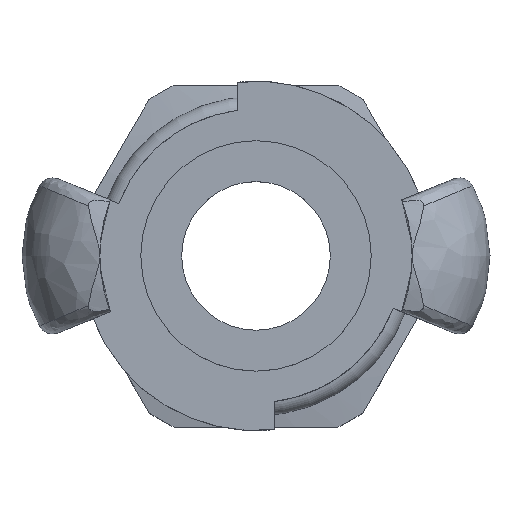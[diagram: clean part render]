
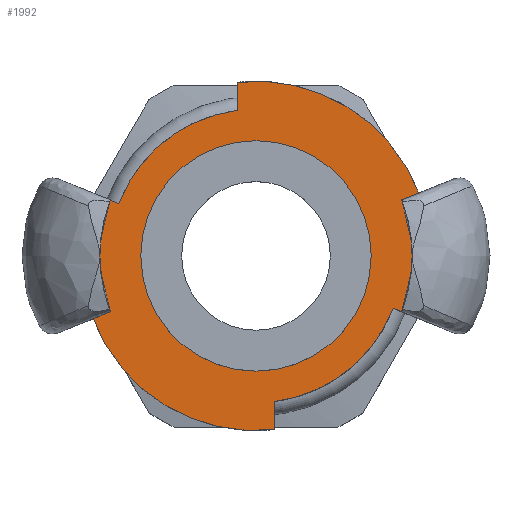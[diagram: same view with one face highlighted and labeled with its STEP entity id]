
A CAD part, top view. The second image highlights one B-rep face of the part: STEP entity #1992.
In plain terms, the highlighted planar face has unit normal (0, 0, 1).
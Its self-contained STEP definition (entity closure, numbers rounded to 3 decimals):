
#153=FACE_BOUND('',#406,.T.);
#180=PLANE('',#2222);
#279=FACE_OUTER_BOUND('',#405,.T.);
#405=EDGE_LOOP('',(#1644,#1645,#1646,#1647,#1648,#1649,#1650,#1651,#1652,
#1653,#1654,#1655));
#406=EDGE_LOOP('',(#1656));
#473=LINE('',#3424,#556);
#480=LINE('',#3594,#563);
#487=LINE('',#3716,#570);
#495=LINE('',#3845,#578);
#501=LINE('',#4190,#584);
#506=LINE('',#4244,#589);
#556=VECTOR('',#2587,10.);
#563=VECTOR('',#2602,10.);
#570=VECTOR('',#2613,10.);
#578=VECTOR('',#2625,10.);
#584=VECTOR('',#2673,10.);
#589=VECTOR('',#2694,10.);
#601=CIRCLE('',#2044,15.5);
#691=CIRCLE('',#2203,19.75);
#694=CIRCLE('',#2208,19.75);
#697=CIRCLE('',#2212,23.5);
#700=CIRCLE('',#2218,23.5);
#703=CIRCLE('',#2223,25.5);
#704=CIRCLE('',#2224,25.5);
#715=VERTEX_POINT('',#2778);
#826=VERTEX_POINT('',#3421);
#827=VERTEX_POINT('',#3423);
#841=VERTEX_POINT('',#3591);
#842=VERTEX_POINT('',#3593);
#852=VERTEX_POINT('',#3713);
#853=VERTEX_POINT('',#3715);
#863=VERTEX_POINT('',#3842);
#864=VERTEX_POINT('',#3844);
#873=VERTEX_POINT('',#4042);
#878=VERTEX_POINT('',#4097);
#883=VERTEX_POINT('',#4143);
#888=VERTEX_POINT('',#4194);
#903=EDGE_CURVE('',#715,#715,#601,.T.);
#1064=EDGE_CURVE('',#826,#827,#473,.T.);
#1083=EDGE_CURVE('',#842,#841,#480,.T.);
#1098=EDGE_CURVE('',#852,#853,#487,.T.);
#1112=EDGE_CURVE('',#863,#864,#495,.T.);
#1129=EDGE_CURVE('',#873,#827,#691,.T.);
#1136=EDGE_CURVE('',#878,#864,#694,.T.);
#1142=EDGE_CURVE('',#852,#883,#697,.T.);
#1149=EDGE_CURVE('',#883,#873,#501,.T.);
#1151=EDGE_CURVE('',#841,#888,#700,.T.);
#1159=EDGE_CURVE('',#842,#826,#703,.T.);
#1160=EDGE_CURVE('',#878,#888,#506,.T.);
#1161=EDGE_CURVE('',#853,#863,#704,.T.);
#1644=ORIENTED_EDGE('',*,*,#1142,.T.);
#1645=ORIENTED_EDGE('',*,*,#1149,.T.);
#1646=ORIENTED_EDGE('',*,*,#1129,.T.);
#1647=ORIENTED_EDGE('',*,*,#1064,.F.);
#1648=ORIENTED_EDGE('',*,*,#1159,.F.);
#1649=ORIENTED_EDGE('',*,*,#1083,.T.);
#1650=ORIENTED_EDGE('',*,*,#1151,.T.);
#1651=ORIENTED_EDGE('',*,*,#1160,.F.);
#1652=ORIENTED_EDGE('',*,*,#1136,.T.);
#1653=ORIENTED_EDGE('',*,*,#1112,.F.);
#1654=ORIENTED_EDGE('',*,*,#1161,.F.);
#1655=ORIENTED_EDGE('',*,*,#1098,.F.);
#1656=ORIENTED_EDGE('',*,*,#903,.T.);
#1992=ADVANCED_FACE('',(#279,#153),#180,.F.);
#2044=AXIS2_PLACEMENT_3D('',#2779,#2263,#2264);
#2203=AXIS2_PLACEMENT_3D('',#4043,#2643,#2644);
#2208=AXIS2_PLACEMENT_3D('',#4098,#2654,#2655);
#2212=AXIS2_PLACEMENT_3D('',#4144,#2663,#2664);
#2218=AXIS2_PLACEMENT_3D('',#4195,#2679,#2680);
#2222=AXIS2_PLACEMENT_3D('',#4242,#2690,#2691);
#2223=AXIS2_PLACEMENT_3D('',#4243,#2692,#2693);
#2224=AXIS2_PLACEMENT_3D('',#4245,#2695,#2696);
#2263=DIRECTION('center_axis',(0.,0.,-1.));
#2264=DIRECTION('ref_axis',(1.,0.,0.));
#2587=DIRECTION('',(-0.927,0.375,0.));
#2602=DIRECTION('',(-0.927,-0.375,0.));
#2613=DIRECTION('',(-0.927,-0.375,0.));
#2625=DIRECTION('',(0.927,-0.375,0.));
#2643=DIRECTION('center_axis',(0.,0.,1.));
#2644=DIRECTION('ref_axis',(0.582,0.813,0.));
#2654=DIRECTION('center_axis',(0.,0.,1.));
#2655=DIRECTION('ref_axis',(0.582,-0.813,0.));
#2663=DIRECTION('center_axis',(0.,0.,1.));
#2664=DIRECTION('ref_axis',(0.106,0.994,0.));
#2673=DIRECTION('',(0.,1.,0.));
#2679=DIRECTION('center_axis',(0.,0.,1.));
#2680=DIRECTION('ref_axis',(-0.657,-0.753,0.));
#2690=DIRECTION('center_axis',(0.,0.,-1.));
#2691=DIRECTION('ref_axis',(-1.,0.,0.));
#2692=DIRECTION('center_axis',(0.,0.,-1.));
#2693=DIRECTION('ref_axis',(-1.,0.,0.));
#2694=DIRECTION('',(0.,1.,0.));
#2695=DIRECTION('center_axis',(0.,0.,-1.));
#2696=DIRECTION('ref_axis',(-1.,0.,0.));
#2778=CARTESIAN_POINT('',(0.,-15.5,0.));
#2779=CARTESIAN_POINT('Origin',(0.,0.,0.));
#3421=CARTESIAN_POINT('',(23.779,-9.209,0.));
#3423=CARTESIAN_POINT('',(18.449,-7.05,0.));
#3424=CARTESIAN_POINT('',(14.175,-5.319,0.));
#3591=CARTESIAN_POINT('',(21.925,8.458,0.));
#3593=CARTESIAN_POINT('',(23.779,9.209,0.));
#3594=CARTESIAN_POINT('',(14.175,5.319,0.));
#3713=CARTESIAN_POINT('',(-21.925,-8.458,0.));
#3715=CARTESIAN_POINT('',(-23.779,-9.209,0.));
#3716=CARTESIAN_POINT('',(-14.175,-5.319,0.));
#3842=CARTESIAN_POINT('',(-23.779,9.209,0.));
#3844=CARTESIAN_POINT('',(-18.449,7.05,0.));
#3845=CARTESIAN_POINT('',(-14.175,5.319,0.));
#4042=CARTESIAN_POINT('',(2.5,-19.591,0.));
#4043=CARTESIAN_POINT('Origin',(0.,0.,
0.));
#4097=CARTESIAN_POINT('',(-2.5,19.591,0.));
#4098=CARTESIAN_POINT('Origin',(0.,0.,
0.));
#4143=CARTESIAN_POINT('',(2.5,-23.367,0.));
#4144=CARTESIAN_POINT('Origin',(0.,0.,
0.));
#4190=CARTESIAN_POINT('',(2.5,0.,0.));
#4194=CARTESIAN_POINT('',(-2.5,23.367,0.));
#4195=CARTESIAN_POINT('Origin',(0.,0.,
0.));
#4242=CARTESIAN_POINT('Origin',(0.,0.,0.));
#4243=CARTESIAN_POINT('Origin',(0.,0.,0.));
#4244=CARTESIAN_POINT('',(-2.5,0.,0.));
#4245=CARTESIAN_POINT('Origin',(0.,0.,0.));
